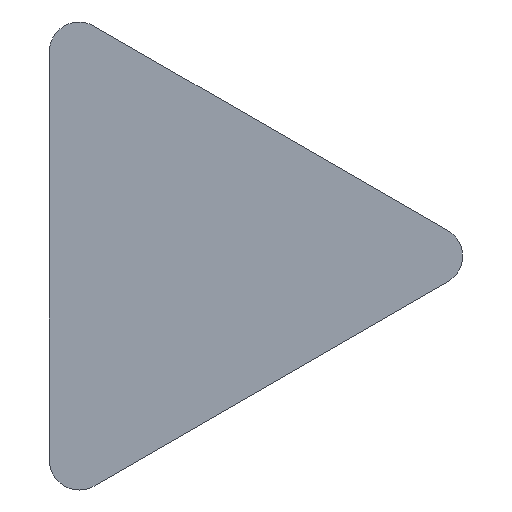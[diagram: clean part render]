
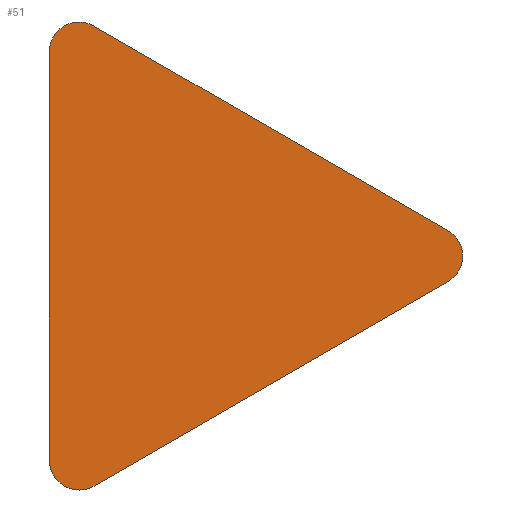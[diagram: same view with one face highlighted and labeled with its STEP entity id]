
A CAD part, top view. The second image highlights one B-rep face of the part: STEP entity #51.
In plain terms, the highlighted planar face has unit normal (0, 0, 1).
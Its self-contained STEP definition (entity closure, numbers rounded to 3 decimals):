
#38=CIRCLE('',#194,0.397);
#40=CIRCLE('',#198,0.4);
#42=CIRCLE('',#202,0.4);
#51=ADVANCED_FACE('',(#64),#56,.F.);
#56=PLANE('',#206);
#64=FACE_OUTER_BOUND('',#72,.T.);
#72=EDGE_LOOP('',(#103,#104,#105,#106,#107,#108));
#103=ORIENTED_EDGE('',*,*,#121,.F.);
#104=ORIENTED_EDGE('',*,*,#137,.F.);
#105=ORIENTED_EDGE('',*,*,#134,.F.);
#106=ORIENTED_EDGE('',*,*,#131,.F.);
#107=ORIENTED_EDGE('',*,*,#128,.F.);
#108=ORIENTED_EDGE('',*,*,#125,.F.);
#109=VERTEX_POINT('',#314);
#110=VERTEX_POINT('',#315);
#113=VERTEX_POINT('',#323);
#115=VERTEX_POINT('',#329);
#117=VERTEX_POINT('',#335);
#119=VERTEX_POINT('',#341);
#121=EDGE_CURVE('',#109,#110,#139,.T.);
#125=EDGE_CURVE('',#110,#113,#38,.T.);
#128=EDGE_CURVE('',#113,#115,#144,.T.);
#131=EDGE_CURVE('',#115,#117,#40,.T.);
#134=EDGE_CURVE('',#117,#119,#148,.T.);
#137=EDGE_CURVE('',#119,#109,#42,.T.);
#139=LINE('',#313,#151);
#144=LINE('',#328,#156);
#148=LINE('',#340,#160);
#151=VECTOR('',#213,1.);
#156=VECTOR('',#226,1.);
#160=VECTOR('',#238,1.);
#194=AXIS2_PLACEMENT_3D('',#322,#219,#220);
#198=AXIS2_PLACEMENT_3D('',#334,#231,#232);
#202=AXIS2_PLACEMENT_3D('',#346,#243,#244);
#206=AXIS2_PLACEMENT_3D('',#350,#251,#252);
#213=DIRECTION('',(0.,1.,0.));
#219=DIRECTION('',(0.,0.,-1.));
#220=DIRECTION('',(0.,1.,0.));
#226=DIRECTION('',(0.866,-0.5,0.));
#231=DIRECTION('',(0.,0.,-1.));
#232=DIRECTION('',(0.,1.,0.));
#238=DIRECTION('',(-0.866,-0.5,0.));
#243=DIRECTION('',(0.,0.,-1.));
#244=DIRECTION('',(0.,1.,0.));
#251=DIRECTION('',(0.,0.,-1.));
#252=DIRECTION('',(-1.,0.,0.));
#313=CARTESIAN_POINT('',(-1.985,-2.745,0.));
#314=CARTESIAN_POINT('',(-1.985,-2.745,0.));
#315=CARTESIAN_POINT('',(-1.985,2.75,0.));
#322=CARTESIAN_POINT('',(-1.588,2.75,0.));
#323=CARTESIAN_POINT('',(-1.39,3.094,0.));
#328=CARTESIAN_POINT('',(-1.39,3.094,0.));
#329=CARTESIAN_POINT('',(3.37,0.346,0.));
#334=CARTESIAN_POINT('',(3.17,0.,0.));
#335=CARTESIAN_POINT('',(3.37,-0.346,0.));
#340=CARTESIAN_POINT('',(3.37,-0.346,0.));
#341=CARTESIAN_POINT('',(-1.385,-3.092,0.));
#346=CARTESIAN_POINT('',(-1.585,-2.745,0.));
#350=CARTESIAN_POINT('',(-1.588,2.75,0.));
